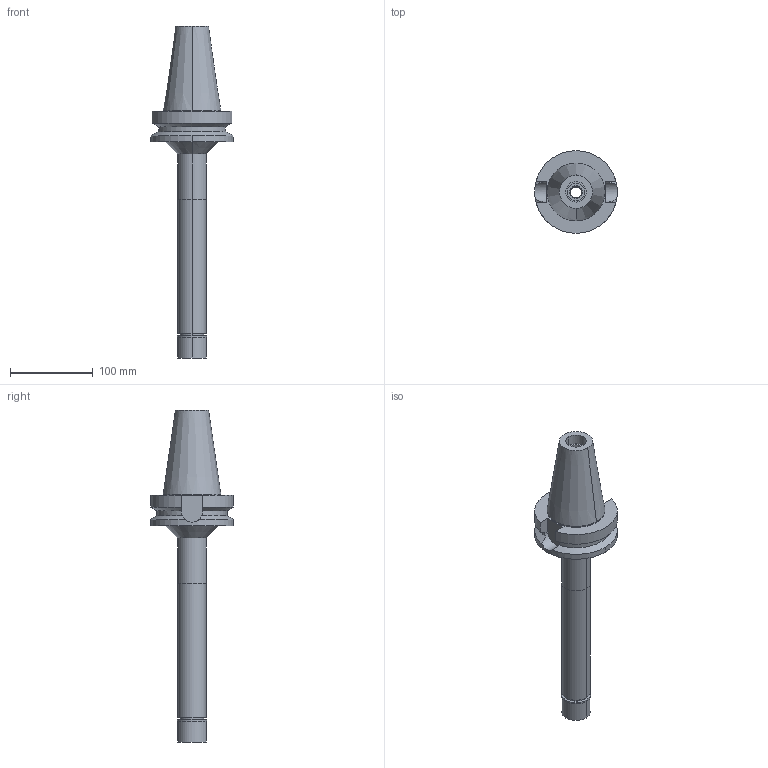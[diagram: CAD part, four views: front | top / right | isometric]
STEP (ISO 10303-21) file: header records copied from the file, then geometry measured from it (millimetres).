
FILE_DESCRIPTION((''),'2;1');
FILE_NAME('BBT50MN13300-130_ASM','2018-05-23T',('ykawabe'),(''),'CREO PARAMETRIC BY PTC INC, 2016380','CREO PARAMETRIC BY PTC INC, 2016380','');
FILE_SCHEMA(('AUTOMOTIVE_DESIGN { 1 0 10303 214 1 1 1 1 }'));
Length unit declared in the file: millimetre
Products named in the file (5): BBT50-MEGA13N-300_1; NBC13-13_1; MGN13_1; DXF_TEMP_ASSY_ASM_4_ASM; BBT50MN13300-130_ASM
Assembly tree (4 placements, depth 3):
  BBT50MN13300-130_ASM
    DXF_TEMP_ASSY_ASM_4_ASM
      BBT50-MEGA13N-300_1
      NBC13-13_1
      MGN13_1
Bounding box: 100 x 100 x 401.8 mm (x, y, z)
Volume: 667899.4 mm3; surface area: 102237.2 mm2
Topology: 3 solids, 3 shells, 97 faces, 221 edges, 147 vertices
Faces by surface type: cylinder 50, plane 29, cone 18
Entity records: 4388 total; most frequent: DIRECTION 572, CARTESIAN_POINT 565, ORIENTED_EDGE 442, AXIS2_PLACEMENT_3D 246, PRESENTATION_STYLE_ASSIGNMENT 229, STYLED_ITEM 229, CURVE_STYLE 226, EDGE_CURVE 221
